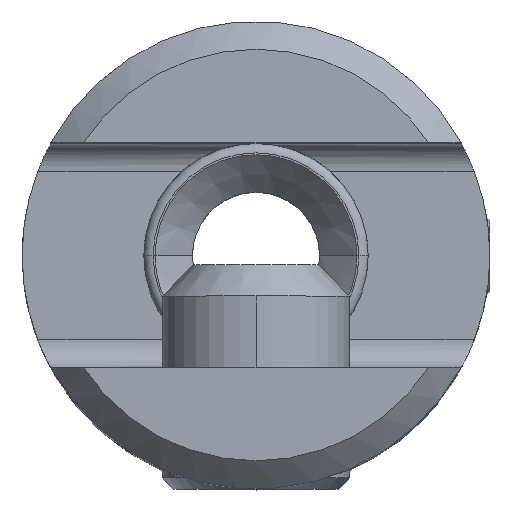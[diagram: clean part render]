
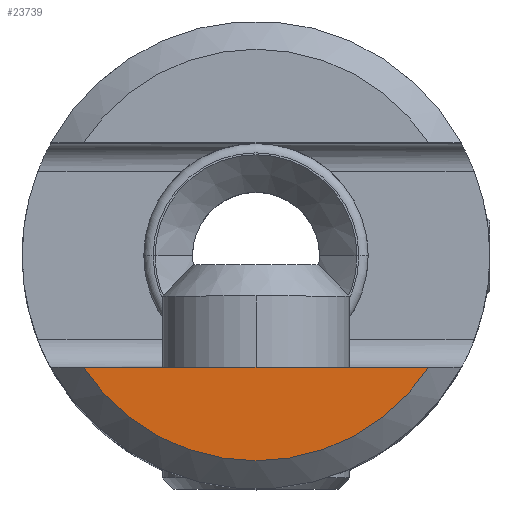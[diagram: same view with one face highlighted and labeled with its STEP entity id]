
A CAD part, top view. The second image highlights one B-rep face of the part: STEP entity #23739.
In plain terms, the highlighted planar face has unit normal (0, 0, 1).
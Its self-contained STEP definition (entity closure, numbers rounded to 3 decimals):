
#3002 = VERTEX_POINT ( 'NONE', #11262 ) ;
#7099 = CARTESIAN_POINT ( 'NONE',  ( -10.966, -6., 15. ) ) ;
#8627 = EDGE_LOOP ( 'NONE', ( #28071, #28676 ) ) ;
#9837 = CIRCLE ( 'NONE', #27166, 11. ) ;
#11199 = EDGE_CURVE ( 'NONE', #25617, #3002, #9837, .T. ) ;
#11262 = CARTESIAN_POINT ( 'NONE',  ( 9.22, -6., 15. ) ) ;
#11595 = LINE ( 'NONE', #7099, #17383 ) ;
#12902 = DIRECTION ( 'NONE',  ( 0., 0., 1. ) ) ;
#15525 = CARTESIAN_POINT ( 'NONE',  ( 0., 0., 15. ) ) ;
#15760 = CARTESIAN_POINT ( 'NONE',  ( 0., 0., 15. ) ) ;
#17383 = VECTOR ( 'NONE', #24419, 1000. ) ;
#19999 = CARTESIAN_POINT ( 'NONE',  ( -9.22, -6., 15. ) ) ;
#22664 = PLANE ( 'NONE',  #27782 ) ;
#22799 = DIRECTION ( 'NONE',  ( 0., 0., 1. ) ) ;
#23739 = ADVANCED_FACE ( 'NONE', ( #26480 ), #22664, .T. ) ;
#24419 = DIRECTION ( 'NONE',  ( 1., 0., 0. ) ) ;
#25286 = DIRECTION ( 'NONE',  ( 1., 0., 0. ) ) ;
#25360 = DIRECTION ( 'NONE',  ( 1., 0., 0. ) ) ;
#25617 = VERTEX_POINT ( 'NONE', #19999 ) ;
#26480 = FACE_OUTER_BOUND ( 'NONE', #8627, .T. ) ;
#27166 = AXIS2_PLACEMENT_3D ( 'NONE', #15760, #22799, #25286 ) ;
#27782 = AXIS2_PLACEMENT_3D ( 'NONE', #15525, #12902, #25360 ) ;
#28071 = ORIENTED_EDGE ( 'NONE', *, *, #30761, .F. ) ;
#28676 = ORIENTED_EDGE ( 'NONE', *, *, #11199, .T. ) ;
#30761 = EDGE_CURVE ( 'NONE', #25617, #3002, #11595, .T. ) ;
